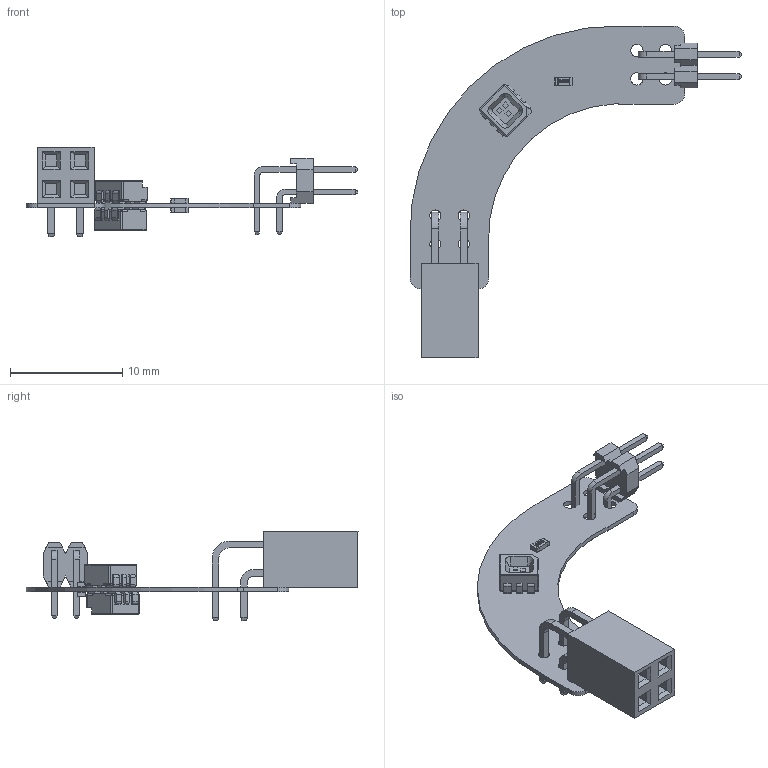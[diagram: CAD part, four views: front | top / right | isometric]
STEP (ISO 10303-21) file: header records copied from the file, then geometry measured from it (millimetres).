
FILE_DESCRIPTION(('Open CASCADE Model'),'2;1');
FILE_NAME('Open CASCADE Shape Model','2020-05-05T10:52:08',('Author'),( 'Open CASCADE'),'Open CASCADE STEP processor 6.8','Open CASCADE 6.8' ,'Unknown');
FILE_SCHEMA(('AUTOMOTIVE_DESIGN { 1 0 10303 214 1 1 1 1 }'));
Length unit declared in the file: millimetre
Products named in the file (12): PCB; Board; *; User_Library-PLD2-xx-R; User_Library-PBD-R; R?; chip_0603_r; VD?; User_Library-LED_RGB_Osram_LRTB_G6SG
Assembly tree (13 placements, depth 3):
  PCB
    Board
    *
      User_Library-PLD2-xx-R
    *
      User_Library-PBD-R
    R?
      chip_0603_r
    VD?
      User_Library-LED_RGB_Osram_LRTB_G6SG
    VD?
      User_Library-LED_RGB_Osram_LRTB_G6SG
    R?
      chip_0603_r
Bounding box: 29.61 x 29.61 x 8 mm (x, y, z)
Volume: 371.6 mm3; surface area: 1244.4 mm2
Topology: 21 solids, 21 shells, 993 faces, 2551 edges, 1624 vertices
Faces by surface type: plane 533, bspline 284, cylinder 154, sphere 14, cone 8
Full cylindrical faces by diameter (mm): 1 x4, 1.1 x4
Entity records: 29290 total; most frequent: CARTESIAN_POINT 11459, ORIENTED_EDGE 3078, DIRECTION 2369, EDGE_CURVE 1539, LINE 1087, VECTOR 1087, VERTEX_POINT 987, FACE_BOUND 668
